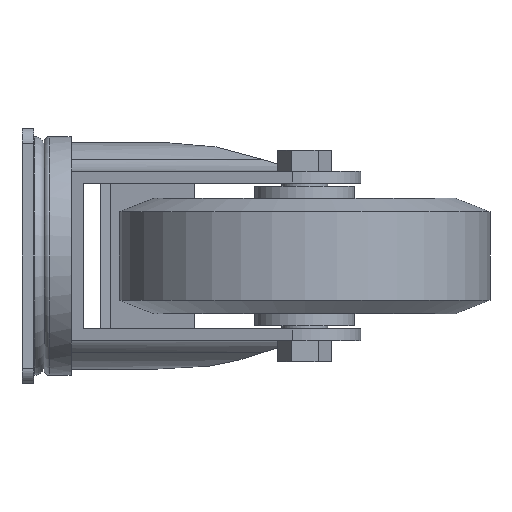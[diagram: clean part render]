
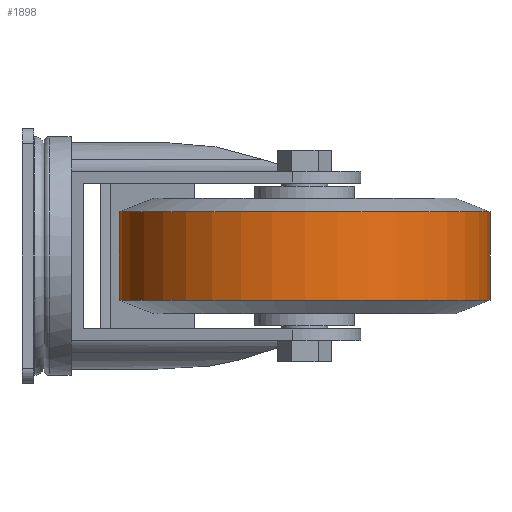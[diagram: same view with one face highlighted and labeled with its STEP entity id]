
A CAD part, left-side view. The second image highlights one B-rep face of the part: STEP entity #1898.
In plain terms, the highlighted cylindrical face has radius 80 mm (diameter 160 mm), a full revolution.
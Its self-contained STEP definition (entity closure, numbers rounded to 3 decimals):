
#950=ORIENTED_EDGE('',*,*,#1219,.T.);
#951=ORIENTED_EDGE('',*,*,#1218,.F.);
#1218=EDGE_CURVE('',#1399,#1399,#1478,.T.);
#1219=EDGE_CURVE('',#1400,#1400,#1479,.T.);
#1399=VERTEX_POINT('',#3217);
#1400=VERTEX_POINT('',#3220);
#1478=CIRCLE('',#2096,80.);
#1479=CIRCLE('',#2098,80.);
#1611=EDGE_LOOP('',(#950));
#1612=EDGE_LOOP('',(#951));
#1751=FACE_BOUND('',#1611,.T.);
#1752=FACE_BOUND('',#1612,.T.);
#1798=CYLINDRICAL_SURFACE('',#2097,80.);
#1898=ADVANCED_FACE('',(#1751,#1752),#1798,.T.);
#2096=AXIS2_PLACEMENT_3D('',#3216,#2638,#2639);
#2097=AXIS2_PLACEMENT_3D('',#3218,#2640,#2641);
#2098=AXIS2_PLACEMENT_3D('',#3219,#2642,#2643);
#2638=DIRECTION('',(0.,0.,-1.));
#2639=DIRECTION('',(-1.,0.,0.));
#2640=DIRECTION('',(0.,0.,-1.));
#2641=DIRECTION('',(-1.,0.,0.));
#2642=DIRECTION('',(0.,0.,-1.));
#2643=DIRECTION('',(-1.,0.,0.));
#3216=CARTESIAN_POINT('',(0.,0.,-19.08));
#3217=CARTESIAN_POINT('',(-80.,0.,-19.08));
#3218=CARTESIAN_POINT('',(0.,0.,0.));
#3219=CARTESIAN_POINT('',(0.,0.,19.08));
#3220=CARTESIAN_POINT('',(-80.,0.,19.08));
